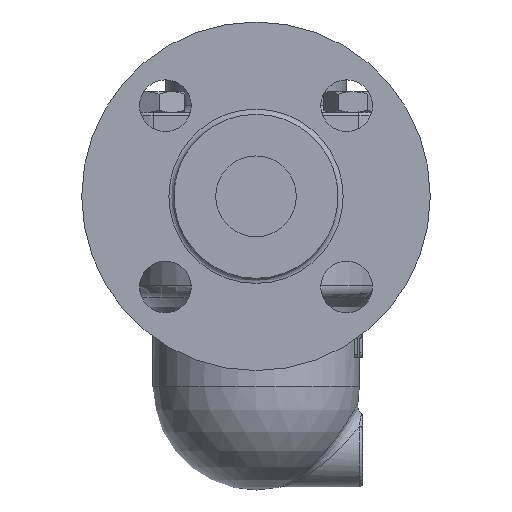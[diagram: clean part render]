
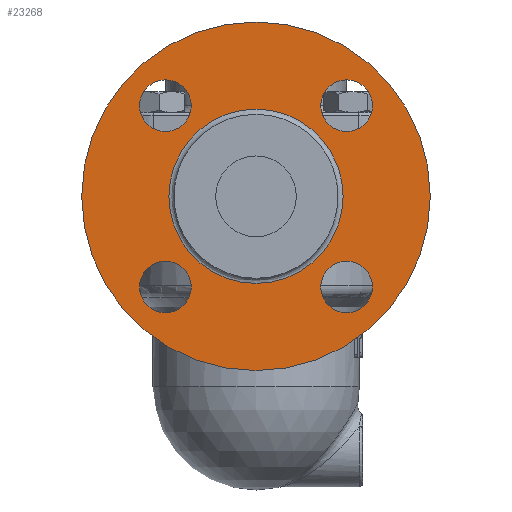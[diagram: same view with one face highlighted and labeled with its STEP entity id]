
A CAD part, left-side view. The second image highlights one B-rep face of the part: STEP entity #23268.
In plain terms, the highlighted planar face has unit normal (-1, 0, 0).
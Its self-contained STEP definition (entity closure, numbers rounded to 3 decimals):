
#23162=CARTESIAN_POINT('',(-103.4,0.,53.));
#23163=VERTEX_POINT('',#23162);
#23164=CARTESIAN_POINT('',(-103.4,0.0,-1.));
#23165=DIRECTION('',(1.0,0.0,0.0));
#23166=DIRECTION('',(0.0,0.0,-1.0));
#23167=AXIS2_PLACEMENT_3D('',#23164,#23165,#23166);
#23168=CIRCLE('',#23167,54.0);
#23169=EDGE_CURVE('',#23163,#23163,#23168,.T.);
#23205=CARTESIAN_POINT('',(-103.4,0.0,-1.));
#23206=DIRECTION('',(1.0,0.0,0.0));
#23207=DIRECTION('',(0.0,0.0,-1.0));
#23208=AXIS2_PLACEMENT_3D('',#23205,#23206,#23207);
#23209=PLANE('',#23208);
#23210=ORIENTED_EDGE('',*,*,#23169,.F.);
#23211=EDGE_LOOP('',(#23210));
#23212=FACE_OUTER_BOUND('',#23211,.T.);
#23213=CARTESIAN_POINT('',(-103.4,0.,26.));
#23214=VERTEX_POINT('',#23213);
#23215=CARTESIAN_POINT('',(-103.4,0.0,-1.));
#23216=DIRECTION('',(-1.0,0.0,0.0));
#23217=DIRECTION('',(0.0,0.0,-1.0));
#23218=AXIS2_PLACEMENT_3D('',#23215,#23216,#23217);
#23219=CIRCLE('',#23218,27.0);
#23220=EDGE_CURVE('',#23214,#23214,#23219,.T.);
#23221=ORIENTED_EDGE('',*,*,#23220,.F.);
#23222=EDGE_LOOP('',(#23221));
#23223=FACE_BOUND('',#23222,.T.);
#23224=CARTESIAN_POINT('',(-103.4,28.072,19.072));
#23225=VERTEX_POINT('',#23224);
#23226=CARTESIAN_POINT('',(-103.4,28.072,27.072));
#23227=DIRECTION('',(1.0,0.0,0.0));
#23228=DIRECTION('',(0.0,0.0,1.0));
#23229=AXIS2_PLACEMENT_3D('',#23226,#23227,#23228);
#23230=CIRCLE('',#23229,8.0);
#23231=EDGE_CURVE('',#23225,#23225,#23230,.T.);
#23232=ORIENTED_EDGE('',*,*,#23231,.T.);
#23233=EDGE_LOOP('',(#23232));
#23234=FACE_BOUND('',#23233,.T.);
#23235=CARTESIAN_POINT('',(-103.4,-20.072,27.072));
#23236=VERTEX_POINT('',#23235);
#23237=CARTESIAN_POINT('',(-103.4,-28.072,27.072));
#23238=DIRECTION('',(1.0,0.0,0.0));
#23239=DIRECTION('',(0.0,-1.0,0.0));
#23240=AXIS2_PLACEMENT_3D('',#23237,#23238,#23239);
#23241=CIRCLE('',#23240,8.0);
#23242=EDGE_CURVE('',#23236,#23236,#23241,.T.);
#23243=ORIENTED_EDGE('',*,*,#23242,.T.);
#23244=EDGE_LOOP('',(#23243));
#23245=FACE_BOUND('',#23244,.T.);
#23246=CARTESIAN_POINT('',(-103.4,-28.072,-21.072));
#23247=VERTEX_POINT('',#23246);
#23248=CARTESIAN_POINT('',(-103.4,-28.072,-29.072));
#23249=DIRECTION('',(1.0,0.0,0.0));
#23250=DIRECTION('',(0.0,0.0,-1.0));
#23251=AXIS2_PLACEMENT_3D('',#23248,#23249,#23250);
#23252=CIRCLE('',#23251,8.0);
#23253=EDGE_CURVE('',#23247,#23247,#23252,.T.);
#23254=ORIENTED_EDGE('',*,*,#23253,.T.);
#23255=EDGE_LOOP('',(#23254));
#23256=FACE_BOUND('',#23255,.T.);
#23257=CARTESIAN_POINT('',(-103.4,20.072,-29.072));
#23258=VERTEX_POINT('',#23257);
#23259=CARTESIAN_POINT('',(-103.4,28.072,-29.072));
#23260=DIRECTION('',(1.0,0.0,0.0));
#23261=DIRECTION('',(0.0,1.0,0.0));
#23262=AXIS2_PLACEMENT_3D('',#23259,#23260,#23261);
#23263=CIRCLE('',#23262,8.0);
#23264=EDGE_CURVE('',#23258,#23258,#23263,.T.);
#23265=ORIENTED_EDGE('',*,*,#23264,.T.);
#23266=EDGE_LOOP('',(#23265));
#23267=FACE_BOUND('',#23266,.T.);
#23268=ADVANCED_FACE('',(#23212,#23223,#23234,#23245,#23256,#23267),#23209,.F.);
